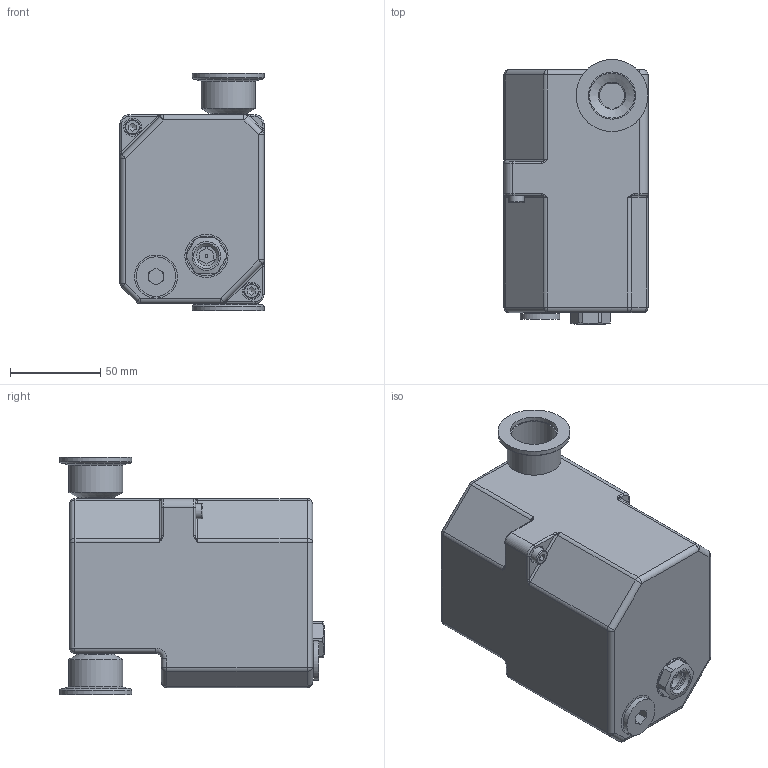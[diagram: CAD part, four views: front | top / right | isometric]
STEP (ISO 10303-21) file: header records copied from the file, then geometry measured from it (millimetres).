
FILE_DESCRIPTION((''),'2;1');
FILE_NAME('KAS 25.stp','2008-12-05T07:05:22',('usleber'),(''),'Autodesk Inventor 11','Autodesk Inventor 11','');
FILE_SCHEMA(('AUTOMOTIVE_DESIGN { 1 0 10303 214 1 1 1 1 }'));
Length unit declared in the file: millimetre
Products named in the file (1): PK005815-Z
Bounding box: 80 x 147 x 132 mm (x, y, z)
Volume: 970573.5 mm3; surface area: 101541.5 mm2
Topology: 1 solids, 9 shells, 419 faces, 983 edges, 583 vertices
Faces by surface type: plane 144, cylinder 141, bspline 77, cone 24, torus 19, sphere 14
Full cylindrical faces by diameter (mm): 1.5 x1, 5 x2, 8.5 x2, 11 x1, 12 x1, 14 x2, 15 x1, 16.5 x2, 20 x2, 22 x2, 25 x2, 26.2 x2, 30 x2, 40 x2
Entity records: 13972 total; most frequent: CARTESIAN_POINT 4985, DIRECTION 1901, ORIENTED_EDGE 1764, EDGE_CURVE 882, AXIS2_PLACEMENT_3D 750, VERTEX_POINT 566, EDGE_LOOP 524, FACE_OUTER_BOUND 419
